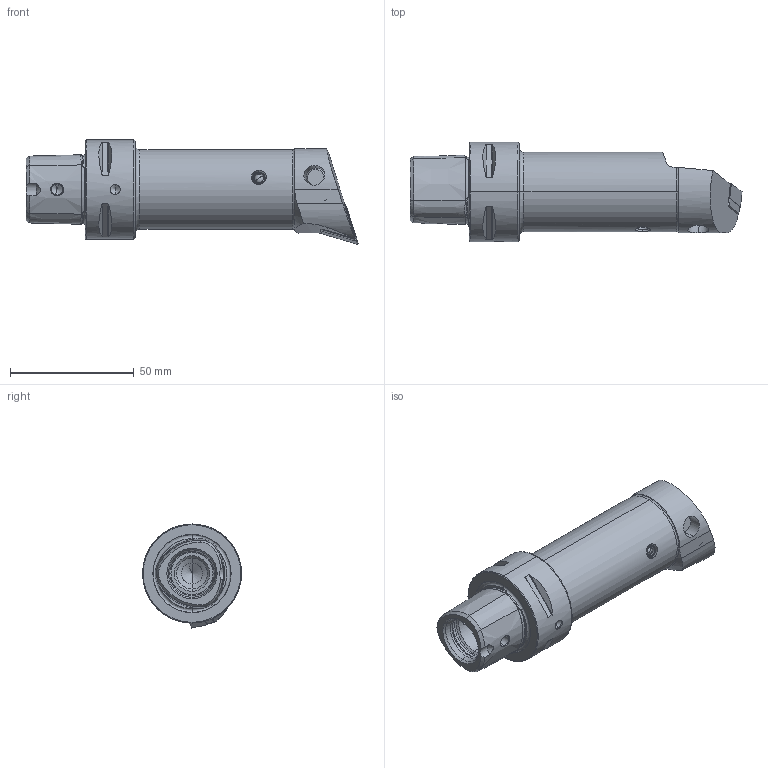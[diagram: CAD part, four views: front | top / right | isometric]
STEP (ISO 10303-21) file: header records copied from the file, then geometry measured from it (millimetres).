
FILE_DESCRIPTION (( 'STEP AP214' ), '1' );
FILE_NAME ('PS4.PDF.RQB.110.STEP', '2020-09-16T09:24:25', ( '' ), ( '' ), 'SwSTEP 2.0', 'SolidWorks 2017', '' );
FILE_SCHEMA (( 'AUTOMOTIVE_DESIGN' ));
Length unit declared in the file: millimetre
Products named in the file (8): PS4.PDF.RQB.110; KVT_MB_600_050; WCD-ER4.101.017_A; WCD-ER1.101.000; DNMG150604; WDF-ER2.101.003_A; WDF-ER3.101.000_A; PS4-PDF.RQB.110_A
Assembly tree (7 placements, depth 2):
  PS4.PDF.RQB.110
    PS4-PDF.RQB.110_A
    KVT_MB_600_050
    WDF-ER3.101.000_A
    DNMG150604
    WDF-ER2.101.003_A
    WCD-ER4.101.017_A
    WCD-ER1.101.000
Bounding box: 134 x 40 x 42 mm (x, y, z)
Volume: 89857.3 mm3; surface area: 22746.9 mm2
Topology: 8 solids, 8 shells, 358 faces, 871 edges, 520 vertices
Faces by surface type: cone 117, plane 92, cylinder 85, torus 50, bspline 12, sphere 2
Entity records: 11941 total; most frequent: CARTESIAN_POINT 3502, ORIENTED_EDGE 1700, DIRECTION 1691, EDGE_CURVE 850, AXIS2_PLACEMENT_3D 674, VERTEX_POINT 517, EDGE_LOOP 381, ADVANCED_FACE 358
